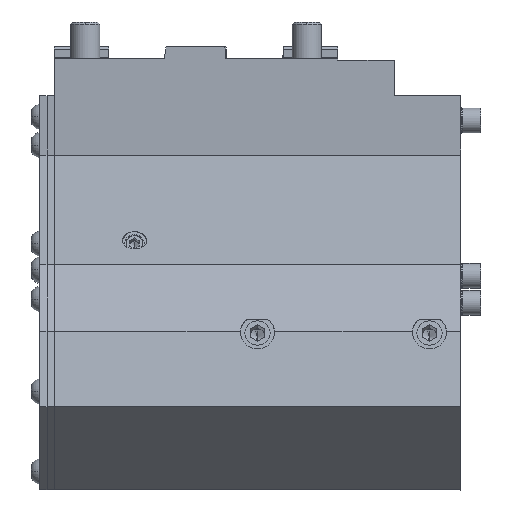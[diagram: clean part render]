
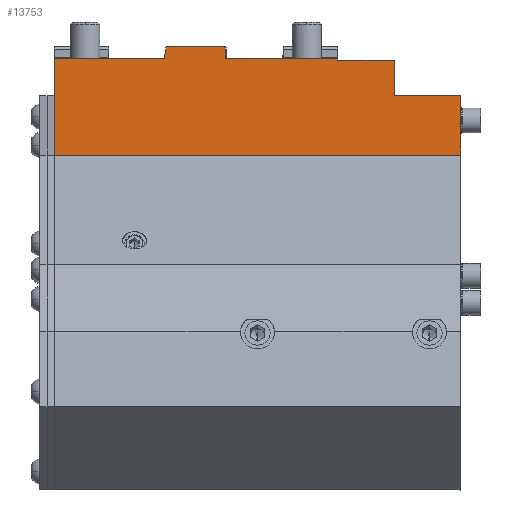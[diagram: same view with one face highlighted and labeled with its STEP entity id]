
A CAD part, front view. The second image highlights one B-rep face of the part: STEP entity #13753.
In plain terms, the highlighted planar face has unit normal (0, -1, 0).
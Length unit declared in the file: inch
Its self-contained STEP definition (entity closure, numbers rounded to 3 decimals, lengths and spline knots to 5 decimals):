
#200 = DIRECTION ( 'NONE',  ( 1., 0., 0. ) ) ;
#316 = VECTOR ( 'NONE', #30510, 39.37008 ) ;
#490 = B_SPLINE_CURVE_WITH_KNOTS ( 'NONE', 3,
 ( #2601, #29804, #20724, #3005, #2817, #26958, #23532, #15280, #15088, #8422, #38847, #5609, #14473, #17897, #30203, #39044, #11652 ),
 .UNSPECIFIED., .F., .F.,
 ( 4, 2, 2, 2, 2, 1, 2, 2, 4 ),
 ( 0., 0.125, 0.25, 0.375, 0.5, 0.625, 0.6875, 0.75, 1. ),
 .UNSPECIFIED. ) ;
#803 = VERTEX_POINT ( 'NONE', #25684 ) ;
#1715 = CARTESIAN_POINT ( 'NONE',  ( -0.48056, -2.20472, 0.17717 ) ) ;
#1766 = VERTEX_POINT ( 'NONE', #7117 ) ;
#1937 = ORIENTED_EDGE ( 'NONE', *, *, #22815, .F. ) ;
#1944 = CARTESIAN_POINT ( 'NONE',  ( 3.16929, -2.20472, -0.01969 ) ) ;
#1972 = VECTOR ( 'NONE', #12326, 39.37008 ) ;
#2161 = VECTOR ( 'NONE', #20889, 39.37008 ) ;
#2601 = CARTESIAN_POINT ( 'NONE',  ( 0.48819, -2.20472, 0. ) ) ;
#2817 = CARTESIAN_POINT ( 'NONE',  ( 0.48338, -2.20472, 0.00072 ) ) ;
#2871 = CARTESIAN_POINT ( 'NONE',  ( 0.47244, -2.20472, 0.15748 ) ) ;
#3005 = CARTESIAN_POINT ( 'NONE',  ( 0.48429, -2.20472, 0.00046 ) ) ;
#3580 = EDGE_CURVE ( 'NONE', #16581, #9267, #11961, .T. ) ;
#3806 = LINE ( 'NONE', #19117, #35743 ) ;
#4034 = VERTEX_POINT ( 'NONE', #14103 ) ;
#4530 = LINE ( 'NONE', #1715, #24674 ) ;
#4659 = ORIENTED_EDGE ( 'NONE', *, *, #10384, .T. ) ;
#4767 = DIRECTION ( 'NONE',  ( 0., 0., 1. ) ) ;
#5051 = DIRECTION ( 'NONE',  ( -1., 0., 0. ) ) ;
#5124 = EDGE_CURVE ( 'NONE', #1766, #32336, #3806, .T. ) ;
#5609 = CARTESIAN_POINT ( 'NONE',  ( 0.47448, -2.20472, 0.00798 ) ) ;
#5614 = ORIENTED_EDGE ( 'NONE', *, *, #31190, .T. ) ;
#6298 = ORIENTED_EDGE ( 'NONE', *, *, #3580, .T. ) ;
#6656 = VERTEX_POINT ( 'NONE', #9403 ) ;
#6958 = VECTOR ( 'NONE', #30453, 39.37008 ) ;
#7117 = CARTESIAN_POINT ( 'NONE',  ( -2.26378, -2.20472, 0. ) ) ;
#7449 = ORIENTED_EDGE ( 'NONE', *, *, #12454, .T. ) ;
#7809 = CARTESIAN_POINT ( 'NONE',  ( 4.23228, -2.20472, 0. ) ) ;
#8212 = LINE ( 'NONE', #7809, #19240 ) ;
#8264 = DIRECTION ( 'NONE',  ( 0., 0., -1. ) ) ;
#8422 = CARTESIAN_POINT ( 'NONE',  ( 0.4763, -2.20472, 0.00536 ) ) ;
#8517 = EDGE_CURVE ( 'NONE', #6656, #22103, #23174, .T. ) ;
#8689 = VECTOR ( 'NONE', #12909, 39.37008 ) ;
#9072 = FACE_OUTER_BOUND ( 'NONE', #26570, .T. ) ;
#9267 = VERTEX_POINT ( 'NONE', #38340 ) ;
#9403 = CARTESIAN_POINT ( 'NONE',  ( 4.23228, -2.20472, -0.59055 ) ) ;
#10353 = ORIENTED_EDGE ( 'NONE', *, *, #21945, .F. ) ;
#10361 = ORIENTED_EDGE ( 'NONE', *, *, #8517, .T. ) ;
#10384 = EDGE_CURVE ( 'NONE', #22900, #32336, #23769, .T. ) ;
#10556 = DIRECTION ( 'NONE',  ( 0., 0., -1. ) ) ;
#10898 = VECTOR ( 'NONE', #14883, 39.37008 ) ;
#10987 = CARTESIAN_POINT ( 'NONE',  ( -2.26378, -2.20472, 0. ) ) ;
#11046 = ORIENTED_EDGE ( 'NONE', *, *, #34856, .T. ) ;
#11652 = CARTESIAN_POINT ( 'NONE',  ( 0.47244, -2.20472, 0.01575 ) ) ;
#11829 = CARTESIAN_POINT ( 'NONE',  ( 0.47244, -2.20472, 0. ) ) ;
#11906 = CARTESIAN_POINT ( 'NONE',  ( -0.49193, -2.20472, 0. ) ) ;
#11961 = LINE ( 'NONE', #17376, #316 ) ;
#12326 = DIRECTION ( 'NONE',  ( 0.5, 0., -0.866 ) ) ;
#12454 = EDGE_CURVE ( 'NONE', #32061, #26963, #30615, .T. ) ;
#12909 = DIRECTION ( 'NONE',  ( -1., 0., 0. ) ) ;
#13183 = VERTEX_POINT ( 'NONE', #30939 ) ;
#13716 = EDGE_CURVE ( 'NONE', #13183, #22710, #20164, .T. ) ;
#13753 = ADVANCED_FACE ( 'NONE', ( #9072 ), #17740, .T. ) ;
#14103 = CARTESIAN_POINT ( 'NONE',  ( 0.47244, -2.20472, 0.01575 ) ) ;
#14441 = LINE ( 'NONE', #11829, #17369 ) ;
#14473 = CARTESIAN_POINT ( 'NONE',  ( 0.47398, -2.20472, 0.00894 ) ) ;
#14883 = DIRECTION ( 'NONE',  ( 1., 0., 0. ) ) ;
#15041 = LINE ( 'NONE', #1944, #2161 ) ;
#15088 = CARTESIAN_POINT ( 'NONE',  ( 0.47781, -2.20472, 0.00386 ) ) ;
#15280 = CARTESIAN_POINT ( 'NONE',  ( 0.47868, -2.20472, 0.00315 ) ) ;
#15874 = LINE ( 'NONE', #10987, #36101 ) ;
#16337 = LINE ( 'NONE', #34297, #8689 ) ;
#16544 = CARTESIAN_POINT ( 'NONE',  ( 4.23228, -2.20472, -0.59055 ) ) ;
#16581 = VERTEX_POINT ( 'NONE', #26119 ) ;
#17045 = EDGE_CURVE ( 'NONE', #13183, #23866, #20437, .T. ) ;
#17100 = ORIENTED_EDGE ( 'NONE', *, *, #27202, .F. ) ;
#17369 = VECTOR ( 'NONE', #30169, 39.37008 ) ;
#17376 = CARTESIAN_POINT ( 'NONE',  ( 2.26378, -2.20472, 0. ) ) ;
#17392 = VECTOR ( 'NONE', #10556, 39.37008 ) ;
#17740 = PLANE ( 'NONE',  #19375 ) ;
#17897 = CARTESIAN_POINT ( 'NONE',  ( 0.47373, -2.20472, 0.00949 ) ) ;
#18912 = CARTESIAN_POINT ( 'NONE',  ( -0.4998, -2.20472, 0.00787 ) ) ;
#19117 = CARTESIAN_POINT ( 'NONE',  ( 0., -2.20472, 0. ) ) ;
#19240 = VECTOR ( 'NONE', #30001, 39.37008 ) ;
#19375 = AXIS2_PLACEMENT_3D ( 'NONE', #11906, #30454, #8264 ) ;
#20164 = LINE ( 'NONE', #35092, #20626 ) ;
#20322 = CARTESIAN_POINT ( 'NONE',  ( -2.26378, -2.20472, -1.53543 ) ) ;
#20437 = LINE ( 'NONE', #38972, #1972 ) ;
#20590 = EDGE_CURVE ( 'NONE', #803, #16581, #15041, .T. ) ;
#20625 = ORIENTED_EDGE ( 'NONE', *, *, #28749, .T. ) ;
#20626 = VECTOR ( 'NONE', #35463, 39.37008 ) ;
#20724 = CARTESIAN_POINT ( 'NONE',  ( 0.48622, -2.20472, 0.00009 ) ) ;
#20889 = DIRECTION ( 'NONE',  ( -1., 0., 0. ) ) ;
#21767 = CARTESIAN_POINT ( 'NONE',  ( 3.16929, -2.20472, -0.59055 ) ) ;
#21945 = EDGE_CURVE ( 'NONE', #803, #22103, #35142, .T. ) ;
#22103 = VERTEX_POINT ( 'NONE', #21767 ) ;
#22710 = VERTEX_POINT ( 'NONE', #34424 ) ;
#22815 = EDGE_CURVE ( 'NONE', #32061, #1766, #15874, .T. ) ;
#22900 = VERTEX_POINT ( 'NONE', #32174 ) ;
#23174 = LINE ( 'NONE', #16544, #37142 ) ;
#23532 = CARTESIAN_POINT ( 'NONE',  ( 0.48046, -2.20472, 0.00198 ) ) ;
#23769 = LINE ( 'NONE', #39082, #6958 ) ;
#23866 = VERTEX_POINT ( 'NONE', #2871 ) ;
#24674 = VECTOR ( 'NONE', #25671, 39.37008 ) ;
#25671 = DIRECTION ( 'NONE',  ( 0.5, 0., 0.866 ) ) ;
#25684 = CARTESIAN_POINT ( 'NONE',  ( 3.16929, -2.20472, -0.01969 ) ) ;
#25963 = ORIENTED_EDGE ( 'NONE', *, *, #17045, .F. ) ;
#26119 = CARTESIAN_POINT ( 'NONE',  ( 2.26378, -2.20472, -0.01969 ) ) ;
#26570 = EDGE_LOOP ( 'NONE', ( #39734, #38394, #4659, #36192, #1937, #7449, #17100, #10361, #10353, #38281, #6298, #11046, #5614, #20625, #25963 ) ) ;
#26649 = CARTESIAN_POINT ( 'NONE',  ( 4.23228, -2.20472, -1.53543 ) ) ;
#26958 = CARTESIAN_POINT ( 'NONE',  ( 0.4814, -2.20472, 0.00149 ) ) ;
#26963 = VERTEX_POINT ( 'NONE', #26649 ) ;
#27202 = EDGE_CURVE ( 'NONE', #6656, #26963, #8212, .T. ) ;
#27276 = VERTEX_POINT ( 'NONE', #29192 ) ;
#28749 = EDGE_CURVE ( 'NONE', #4034, #23866, #14441, .T. ) ;
#29192 = CARTESIAN_POINT ( 'NONE',  ( 0.48819, -2.20472, 0. ) ) ;
#29804 = CARTESIAN_POINT ( 'NONE',  ( 0.4872, -2.20472, 0. ) ) ;
#30001 = DIRECTION ( 'NONE',  ( 0., 0., -1. ) ) ;
#30169 = DIRECTION ( 'NONE',  ( 0., 0., 1. ) ) ;
#30203 = CARTESIAN_POINT ( 'NONE',  ( 0.47281, -2.20472, 0.01179 ) ) ;
#30453 = DIRECTION ( 'NONE',  ( 0., 0., -1. ) ) ;
#30454 = DIRECTION ( 'NONE',  ( 0., -1., 0. ) ) ;
#30510 = DIRECTION ( 'NONE',  ( 0., 0., 1. ) ) ;
#30615 = LINE ( 'NONE', #33037, #10898 ) ;
#30939 = CARTESIAN_POINT ( 'NONE',  ( 0.44971, -2.20472, 0.19685 ) ) ;
#31190 = EDGE_CURVE ( 'NONE', #27276, #4034, #490, .T. ) ;
#31745 = CARTESIAN_POINT ( 'NONE',  ( 3.16929, -2.20472, 0. ) ) ;
#32061 = VERTEX_POINT ( 'NONE', #20322 ) ;
#32174 = CARTESIAN_POINT ( 'NONE',  ( -0.49193, -2.20472, 0.15748 ) ) ;
#32336 = VERTEX_POINT ( 'NONE', #18912 ) ;
#33037 = CARTESIAN_POINT ( 'NONE',  ( -0.49193, -2.20472, -1.53543 ) ) ;
#33448 = EDGE_CURVE ( 'NONE', #22900, #22710, #4530, .T. ) ;
#34297 = CARTESIAN_POINT ( 'NONE',  ( -0.49193, -2.20472, 0. ) ) ;
#34424 = CARTESIAN_POINT ( 'NONE',  ( -0.4692, -2.20472, 0.19685 ) ) ;
#34856 = EDGE_CURVE ( 'NONE', #9267, #27276, #16337, .T. ) ;
#35092 = CARTESIAN_POINT ( 'NONE',  ( -0.49193, -2.20472, 0.19685 ) ) ;
#35142 = LINE ( 'NONE', #31745, #17392 ) ;
#35463 = DIRECTION ( 'NONE',  ( -1., 0., 0. ) ) ;
#35743 = VECTOR ( 'NONE', #200, 39.37008 ) ;
#36101 = VECTOR ( 'NONE', #4767, 39.37008 ) ;
#36192 = ORIENTED_EDGE ( 'NONE', *, *, #5124, .F. ) ;
#37142 = VECTOR ( 'NONE', #5051, 39.37008 ) ;
#38281 = ORIENTED_EDGE ( 'NONE', *, *, #20590, .T. ) ;
#38340 = CARTESIAN_POINT ( 'NONE',  ( 2.26378, -2.20472, 0. ) ) ;
#38394 = ORIENTED_EDGE ( 'NONE', *, *, #33448, .F. ) ;
#38847 = CARTESIAN_POINT ( 'NONE',  ( 0.47529, -2.20472, 0.00659 ) ) ;
#38972 = CARTESIAN_POINT ( 'NONE',  ( 0.46108, -2.20472, 0.17717 ) ) ;
#39044 = CARTESIAN_POINT ( 'NONE',  ( 0.47244, -2.20472, 0.01372 ) ) ;
#39082 = CARTESIAN_POINT ( 'NONE',  ( -0.49193, -2.20472, 0. ) ) ;
#39734 = ORIENTED_EDGE ( 'NONE', *, *, #13716, .T. ) ;
